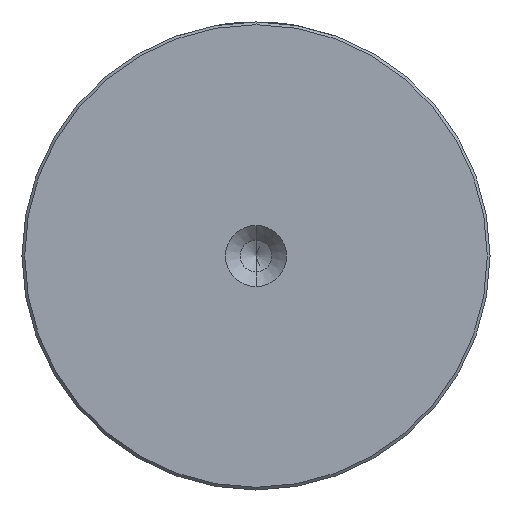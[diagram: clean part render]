
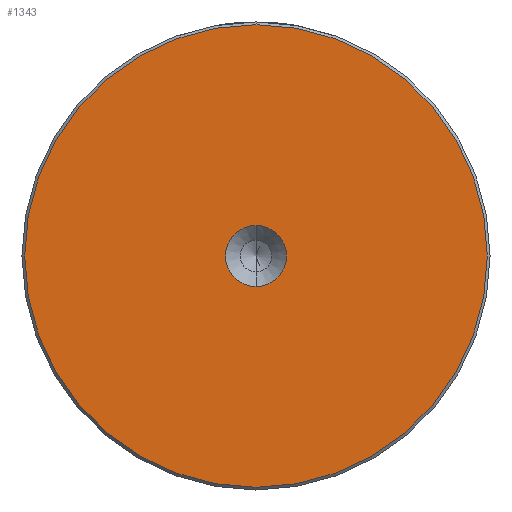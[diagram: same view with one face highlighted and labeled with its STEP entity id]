
A CAD part, left-side view. The second image highlights one B-rep face of the part: STEP entity #1343.
In plain terms, the highlighted planar face has unit normal (-1, 0, 0).
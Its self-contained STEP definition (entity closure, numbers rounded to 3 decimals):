
#109 = VERTEX_POINT ( 'NONE', #233 ) ;
#187 = AXIS2_PLACEMENT_3D ( 'NONE', #415, #1788, #619 ) ;
#233 = CARTESIAN_POINT ( 'NONE',  ( 0., 0., -5.6 ) ) ;
#272 = FACE_OUTER_BOUND ( 'NONE', #1236, .T. ) ;
#376 = AXIS2_PLACEMENT_3D ( 'NONE', #1070, #2439, #1267 ) ;
#415 = CARTESIAN_POINT ( 'NONE',  ( 0., 0., 0. ) ) ;
#449 = DIRECTION ( 'NONE',  ( -1., 0., 0. ) ) ;
#494 = CIRCLE ( 'NONE', #2270, 42.5 ) ;
#619 = DIRECTION ( 'NONE',  ( 0., 0., 1. ) ) ;
#679 = CARTESIAN_POINT ( 'NONE',  ( 0., 0., 0. ) ) ;
#797 = ORIENTED_EDGE ( 'NONE', *, *, #1682, .T. ) ;
#822 = ORIENTED_EDGE ( 'NONE', *, *, #1765, .F. ) ;
#877 = DIRECTION ( 'NONE',  ( 0., 0., 1. ) ) ;
#917 = ORIENTED_EDGE ( 'NONE', *, *, #1773, .T. ) ;
#1043 = AXIS2_PLACEMENT_3D ( 'NONE', #679, #2060, #877 ) ;
#1070 = CARTESIAN_POINT ( 'NONE',  ( 0., 0., 0. ) ) ;
#1072 = CARTESIAN_POINT ( 'NONE',  ( 0., 0., 5.6 ) ) ;
#1136 = DIRECTION ( 'NONE',  ( 0., 0., 1. ) ) ;
#1236 = EDGE_LOOP ( 'NONE', ( #917, #797 ) ) ;
#1245 = CIRCLE ( 'NONE', #1043, 42.5 ) ;
#1267 = DIRECTION ( 'NONE',  ( 0., 0., 1. ) ) ;
#1269 = AXIS2_PLACEMENT_3D ( 'NONE', #1721, #2314, #1136 ) ;
#1317 = VERTEX_POINT ( 'NONE', #1318 ) ;
#1318 = CARTESIAN_POINT ( 'NONE',  ( 0., 0., 42.5 ) ) ;
#1343 = ADVANCED_FACE ( 'NONE', ( #272, #2438 ), #1531, .T. ) ;
#1456 = CIRCLE ( 'NONE', #187, 5.6 ) ;
#1489 = VERTEX_POINT ( 'NONE', #2307 ) ;
#1531 = PLANE ( 'NONE',  #1269 ) ;
#1633 = CARTESIAN_POINT ( 'NONE',  ( 0., 0., 0. ) ) ;
#1682 = EDGE_CURVE ( 'NONE', #1317, #1489, #494, .T. ) ;
#1721 = CARTESIAN_POINT ( 'NONE',  ( 0., 0., 0. ) ) ;
#1765 = EDGE_CURVE ( 'NONE', #2245, #109, #2349, .T. ) ;
#1773 = EDGE_CURVE ( 'NONE', #1489, #1317, #1245, .T. ) ;
#1788 = DIRECTION ( 'NONE',  ( -1., 0., 0. ) ) ;
#1822 = DIRECTION ( 'NONE',  ( 0., 0., 1. ) ) ;
#2007 = EDGE_CURVE ( 'NONE', #109, #2245, #1456, .T. ) ;
#2060 = DIRECTION ( 'NONE',  ( -1., 0., 0. ) ) ;
#2245 = VERTEX_POINT ( 'NONE', #1072 ) ;
#2270 = AXIS2_PLACEMENT_3D ( 'NONE', #1633, #449, #1822 ) ;
#2307 = CARTESIAN_POINT ( 'NONE',  ( 0., 0., -42.5 ) ) ;
#2314 = DIRECTION ( 'NONE',  ( -1., 0., 0. ) ) ;
#2349 = CIRCLE ( 'NONE', #376, 5.6 ) ;
#2398 = EDGE_LOOP ( 'NONE', ( #822, #2456 ) ) ;
#2438 = FACE_BOUND ( 'NONE', #2398, .T. ) ;
#2439 = DIRECTION ( 'NONE',  ( -1., 0., 0. ) ) ;
#2456 = ORIENTED_EDGE ( 'NONE', *, *, #2007, .F. ) ;
